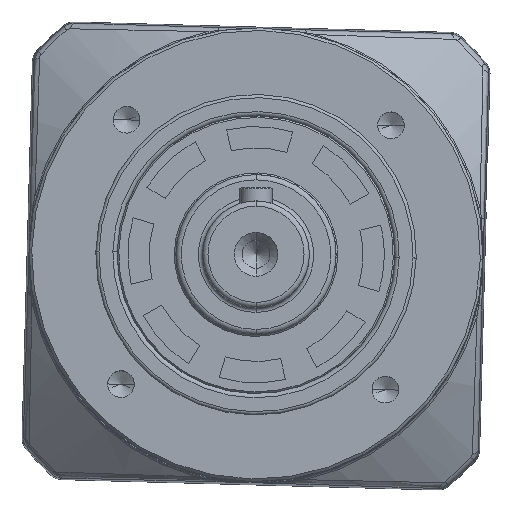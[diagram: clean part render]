
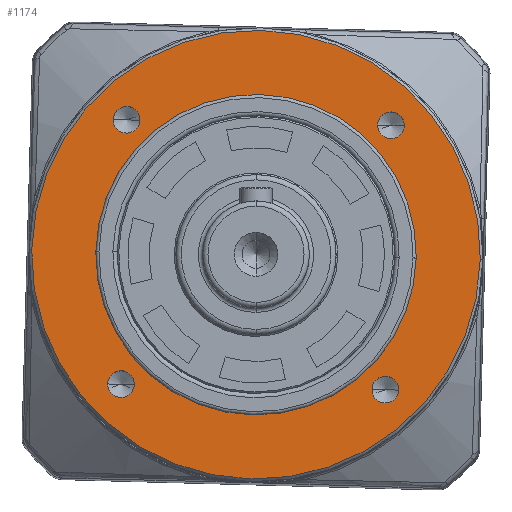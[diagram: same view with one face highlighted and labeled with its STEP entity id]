
A CAD part, top view. The second image highlights one B-rep face of the part: STEP entity #1174.
In plain terms, the highlighted planar face has unit normal (0, 0, 1).
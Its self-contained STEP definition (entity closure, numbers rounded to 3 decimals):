
#444 = VERTEX_POINT ( 'NONE', #2692 ) ;
#584 = ORIENTED_EDGE ( 'NONE', *, *, #8694, .T. ) ;
#624 = CARTESIAN_POINT ( 'NONE',  ( 0., 0., 41.5 ) ) ;
#690 = CARTESIAN_POINT ( 'NONE',  ( 0., 0., 41.5 ) ) ;
#1174 = ADVANCED_FACE ( 'NONE', ( #12219, #23328, #13171, #14060, #7888, #17167 ), #9523, .T. ) ;
#1188 = VERTEX_POINT ( 'NONE', #25231 ) ;
#1405 = VERTEX_POINT ( 'NONE', #12860 ) ;
#1473 = CARTESIAN_POINT ( 'NONE',  ( 42., 0., 41.5 ) ) ;
#1625 = DIRECTION ( 'NONE',  ( 0., 0., 1. ) ) ;
#2006 = EDGE_CURVE ( 'NONE', #12949, #3423, #13736, .T. ) ;
#2068 = ORIENTED_EDGE ( 'NONE', *, *, #20411, .T. ) ;
#2206 = CARTESIAN_POINT ( 'NONE',  ( 0., 0., 41.5 ) ) ;
#2692 = CARTESIAN_POINT ( 'NONE',  ( -22.249, 24.749, 41.5 ) ) ;
#2847 = DIRECTION ( 'NONE',  ( 0., 0., 1. ) ) ;
#3173 = ORIENTED_EDGE ( 'NONE', *, *, #19986, .F. ) ;
#3423 = VERTEX_POINT ( 'NONE', #11127 ) ;
#3476 = ORIENTED_EDGE ( 'NONE', *, *, #3694, .F. ) ;
#3694 = EDGE_CURVE ( 'NONE', #13596, #9337, #22327, .T. ) ;
#4198 = DIRECTION ( 'NONE',  ( 1., 0., 0. ) ) ;
#4490 = AXIS2_PLACEMENT_3D ( 'NONE', #7464, #25017, #13017 ) ;
#4558 = VERTEX_POINT ( 'NONE', #19847 ) ;
#4640 = AXIS2_PLACEMENT_3D ( 'NONE', #13333, #23248, #7531 ) ;
#4753 = CARTESIAN_POINT ( 'NONE',  ( 24.749, 24.749, 41.5 ) ) ;
#5296 = AXIS2_PLACEMENT_3D ( 'NONE', #4753, #2847, #8632 ) ;
#5425 = CIRCLE ( 'NONE', #5296, 2.5 ) ;
#5586 = CARTESIAN_POINT ( 'NONE',  ( -24.749, -24.749, 41.5 ) ) ;
#5767 = VERTEX_POINT ( 'NONE', #16044 ) ;
#5909 = CARTESIAN_POINT ( 'NONE',  ( -42., 0., 41.5 ) ) ;
#5931 = EDGE_LOOP ( 'NONE', ( #21533, #23735 ) ) ;
#6201 = VERTEX_POINT ( 'NONE', #5909 ) ;
#6481 = AXIS2_PLACEMENT_3D ( 'NONE', #690, #24616, #12792 ) ;
#7094 = AXIS2_PLACEMENT_3D ( 'NONE', #19633, #17685, #23385 ) ;
#7464 = CARTESIAN_POINT ( 'NONE',  ( -24.749, 24.749, 41.5 ) ) ;
#7531 = DIRECTION ( 'NONE',  ( 1., 0., 0. ) ) ;
#7771 = CARTESIAN_POINT ( 'NONE',  ( -24.749, -24.749, 41.5 ) ) ;
#7888 = FACE_OUTER_BOUND ( 'NONE', #19506, .T. ) ;
#8083 = DIRECTION ( 'NONE',  ( 0., 0., 1. ) ) ;
#8332 = EDGE_CURVE ( 'NONE', #1188, #1405, #11371, .T. ) ;
#8632 = DIRECTION ( 'NONE',  ( 1., 0., 0. ) ) ;
#8664 = CARTESIAN_POINT ( 'NONE',  ( 24.749, -24.749, 41.5 ) ) ;
#8694 = EDGE_CURVE ( 'NONE', #20545, #6201, #18104, .T. ) ;
#8756 = DIRECTION ( 'NONE',  ( 1., 0., 0. ) ) ;
#9065 = CARTESIAN_POINT ( 'NONE',  ( 27.249, -24.749, 41.5 ) ) ;
#9337 = VERTEX_POINT ( 'NONE', #17515 ) ;
#9364 = CIRCLE ( 'NONE', #11930, 2.5 ) ;
#9398 = CARTESIAN_POINT ( 'NONE',  ( 0., 0., 41.5 ) ) ;
#9480 = DIRECTION ( 'NONE',  ( 0., 0., 1. ) ) ;
#9523 = PLANE ( 'NONE',  #7094 ) ;
#10059 = DIRECTION ( 'NONE',  ( 1., 0., 0. ) ) ;
#10564 = EDGE_LOOP ( 'NONE', ( #17391, #3476 ) ) ;
#11127 = CARTESIAN_POINT ( 'NONE',  ( -27.249, -24.749, 41.5 ) ) ;
#11222 = DIRECTION ( 'NONE',  ( 1., 0., 0. ) ) ;
#11371 = CIRCLE ( 'NONE', #21723, 2.5 ) ;
#11434 = AXIS2_PLACEMENT_3D ( 'NONE', #5586, #1625, #11222 ) ;
#11564 = EDGE_LOOP ( 'NONE', ( #3173, #17763 ) ) ;
#11814 = CIRCLE ( 'NONE', #6481, 42. ) ;
#11930 = AXIS2_PLACEMENT_3D ( 'NONE', #8664, #12464, #24369 ) ;
#12015 = AXIS2_PLACEMENT_3D ( 'NONE', #9398, #9480, #13506 ) ;
#12075 = VERTEX_POINT ( 'NONE', #9065 ) ;
#12118 = CIRCLE ( 'NONE', #14659, 2.5 ) ;
#12124 = EDGE_CURVE ( 'NONE', #3423, #12949, #19586, .T. ) ;
#12219 = FACE_BOUND ( 'NONE', #5931, .T. ) ;
#12378 = DIRECTION ( 'NONE',  ( 0., 0., 1. ) ) ;
#12394 = AXIS2_PLACEMENT_3D ( 'NONE', #7771, #21378, #17538 ) ;
#12457 = CIRCLE ( 'NONE', #4490, 2.5 ) ;
#12464 = DIRECTION ( 'NONE',  ( 0., 0., 1. ) ) ;
#12667 = EDGE_CURVE ( 'NONE', #4558, #12075, #18968, .T. ) ;
#12792 = DIRECTION ( 'NONE',  ( 1., 0., 0. ) ) ;
#12860 = CARTESIAN_POINT ( 'NONE',  ( 22.249, 24.749, 41.5 ) ) ;
#12949 = VERTEX_POINT ( 'NONE', #20429 ) ;
#13017 = DIRECTION ( 'NONE',  ( 1., 0., 0. ) ) ;
#13171 = FACE_BOUND ( 'NONE', #11564, .T. ) ;
#13333 = CARTESIAN_POINT ( 'NONE',  ( 24.749, -24.749, 41.5 ) ) ;
#13490 = CARTESIAN_POINT ( 'NONE',  ( -24.749, 24.749, 41.5 ) ) ;
#13506 = DIRECTION ( 'NONE',  ( 1., 0., 0. ) ) ;
#13596 = VERTEX_POINT ( 'NONE', #24585 ) ;
#13736 = CIRCLE ( 'NONE', #12394, 2.5 ) ;
#14060 = FACE_BOUND ( 'NONE', #17638, .T. ) ;
#14272 = EDGE_CURVE ( 'NONE', #444, #5767, #12118, .T. ) ;
#14659 = AXIS2_PLACEMENT_3D ( 'NONE', #13490, #19092, #21045 ) ;
#14886 = ORIENTED_EDGE ( 'NONE', *, *, #8332, .F. ) ;
#16044 = CARTESIAN_POINT ( 'NONE',  ( -27.249, 24.749, 41.5 ) ) ;
#16565 = ORIENTED_EDGE ( 'NONE', *, *, #2006, .F. ) ;
#16702 = DIRECTION ( 'NONE',  ( 0., 0., 1. ) ) ;
#17167 = FACE_BOUND ( 'NONE', #10564, .T. ) ;
#17232 = EDGE_CURVE ( 'NONE', #1405, #1188, #5425, .T. ) ;
#17391 = ORIENTED_EDGE ( 'NONE', *, *, #21338, .F. ) ;
#17515 = CARTESIAN_POINT ( 'NONE',  ( 30., 0., 41.5 ) ) ;
#17538 = DIRECTION ( 'NONE',  ( 1., 0., 0. ) ) ;
#17638 = EDGE_LOOP ( 'NONE', ( #14886, #24662 ) ) ;
#17685 = DIRECTION ( 'NONE',  ( 0., 0., 1. ) ) ;
#17763 = ORIENTED_EDGE ( 'NONE', *, *, #12667, .F. ) ;
#17912 = CARTESIAN_POINT ( 'NONE',  ( 24.749, 24.749, 41.5 ) ) ;
#18104 = CIRCLE ( 'NONE', #12015, 42. ) ;
#18968 = CIRCLE ( 'NONE', #4640, 2.5 ) ;
#19059 = EDGE_CURVE ( 'NONE', #5767, #444, #12457, .T. ) ;
#19092 = DIRECTION ( 'NONE',  ( 0., 0., 1. ) ) ;
#19453 = CIRCLE ( 'NONE', #23536, 30. ) ;
#19506 = EDGE_LOOP ( 'NONE', ( #2068, #584 ) ) ;
#19586 = CIRCLE ( 'NONE', #11434, 2.5 ) ;
#19633 = CARTESIAN_POINT ( 'NONE',  ( 0., 0., 41.5 ) ) ;
#19847 = CARTESIAN_POINT ( 'NONE',  ( 22.249, -24.749, 41.5 ) ) ;
#19986 = EDGE_CURVE ( 'NONE', #12075, #4558, #9364, .T. ) ;
#20411 = EDGE_CURVE ( 'NONE', #6201, #20545, #11814, .T. ) ;
#20429 = CARTESIAN_POINT ( 'NONE',  ( -22.249, -24.749, 41.5 ) ) ;
#20545 = VERTEX_POINT ( 'NONE', #1473 ) ;
#21045 = DIRECTION ( 'NONE',  ( 1., 0., 0. ) ) ;
#21338 = EDGE_CURVE ( 'NONE', #9337, #13596, #19453, .T. ) ;
#21378 = DIRECTION ( 'NONE',  ( 0., 0., 1. ) ) ;
#21533 = ORIENTED_EDGE ( 'NONE', *, *, #14272, .F. ) ;
#21723 = AXIS2_PLACEMENT_3D ( 'NONE', #17912, #8083, #4198 ) ;
#22327 = CIRCLE ( 'NONE', #23644, 30. ) ;
#23116 = ORIENTED_EDGE ( 'NONE', *, *, #12124, .F. ) ;
#23248 = DIRECTION ( 'NONE',  ( 0., 0., 1. ) ) ;
#23328 = FACE_BOUND ( 'NONE', #25576, .T. ) ;
#23385 = DIRECTION ( 'NONE',  ( 1., 0., 0. ) ) ;
#23536 = AXIS2_PLACEMENT_3D ( 'NONE', #624, #12378, #8756 ) ;
#23644 = AXIS2_PLACEMENT_3D ( 'NONE', #2206, #16702, #10059 ) ;
#23735 = ORIENTED_EDGE ( 'NONE', *, *, #19059, .F. ) ;
#24369 = DIRECTION ( 'NONE',  ( 1., 0., 0. ) ) ;
#24585 = CARTESIAN_POINT ( 'NONE',  ( -30., 0., 41.5 ) ) ;
#24616 = DIRECTION ( 'NONE',  ( 0., 0., 1. ) ) ;
#24662 = ORIENTED_EDGE ( 'NONE', *, *, #17232, .F. ) ;
#25017 = DIRECTION ( 'NONE',  ( 0., 0., 1. ) ) ;
#25231 = CARTESIAN_POINT ( 'NONE',  ( 27.249, 24.749, 41.5 ) ) ;
#25576 = EDGE_LOOP ( 'NONE', ( #16565, #23116 ) ) ;
